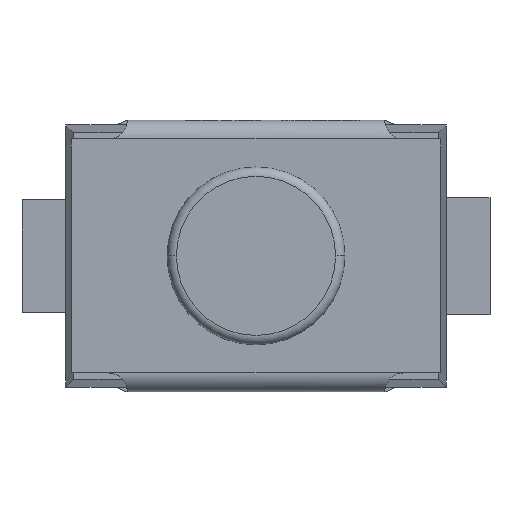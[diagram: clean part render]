
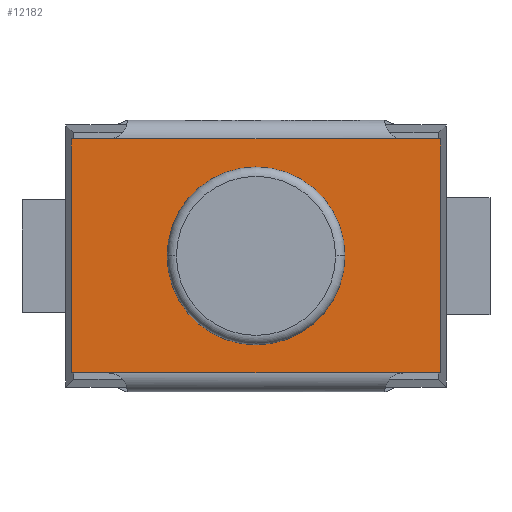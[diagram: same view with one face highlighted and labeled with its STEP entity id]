
A CAD part, top view. The second image highlights one B-rep face of the part: STEP entity #12182.
In plain terms, the highlighted planar face has unit normal (0, 0, 1).
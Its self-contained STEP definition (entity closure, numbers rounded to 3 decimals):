
#404 = CARTESIAN_POINT ( 'NONE',  ( -1.975, -1.25, 0. ) ) ;
#568 = CARTESIAN_POINT ( 'NONE',  ( -1.975, -1.25, 0. ) ) ;
#1631 = EDGE_CURVE ( 'NONE', #21085, #6452, #8305, .T. ) ;
#1707 = VECTOR ( 'NONE', #2939, 1000. ) ;
#1827 = CARTESIAN_POINT ( 'NONE',  ( 1.975, 1.25, 0. ) ) ;
#2192 = ORIENTED_EDGE ( 'NONE', *, *, #13273, .T. ) ;
#2468 = VERTEX_POINT ( 'NONE', #21286 ) ;
#2939 = DIRECTION ( 'NONE',  ( 1., 0., 0. ) ) ;
#3231 = VECTOR ( 'NONE', #17939, 1000. ) ;
#3245 = VECTOR ( 'NONE', #20718, 1000. ) ;
#3446 = VECTOR ( 'NONE', #16882, 1000. ) ;
#3625 = DIRECTION ( 'NONE',  ( 1., 0., 0. ) ) ;
#3639 = CIRCLE ( 'NONE', #20593, 0.95 ) ;
#3960 = ORIENTED_EDGE ( 'NONE', *, *, #21576, .F. ) ;
#4005 = CIRCLE ( 'NONE', #12845, 0.95 ) ;
#4067 = VECTOR ( 'NONE', #3625, 1000. ) ;
#4447 = DIRECTION ( 'NONE',  ( 0., 1., 0. ) ) ;
#4565 = ORIENTED_EDGE ( 'NONE', *, *, #7696, .T. ) ;
#4946 = CARTESIAN_POINT ( 'NONE',  ( -1.975, 1.25, 0. ) ) ;
#5095 = CARTESIAN_POINT ( 'NONE',  ( -1.575, 1.25, 0. ) ) ;
#5500 = LINE ( 'NONE', #1827, #19985 ) ;
#5754 = LINE ( 'NONE', #568, #4067 ) ;
#5953 = ORIENTED_EDGE ( 'NONE', *, *, #21467, .T. ) ;
#6452 = VERTEX_POINT ( 'NONE', #5095 ) ;
#6640 = CARTESIAN_POINT ( 'NONE',  ( 1.975, -1.25, 0. ) ) ;
#6692 = EDGE_CURVE ( 'NONE', #12288, #11571, #14001, .T. ) ;
#6841 = DIRECTION ( 'NONE',  ( 0., 0., 1. ) ) ;
#7524 = CARTESIAN_POINT ( 'NONE',  ( -1.975, -1.25, 0. ) ) ;
#7556 = VERTEX_POINT ( 'NONE', #20268 ) ;
#7616 = ORIENTED_EDGE ( 'NONE', *, *, #10810, .T. ) ;
#7696 = EDGE_CURVE ( 'NONE', #19285, #9537, #9663, .T. ) ;
#7906 = CARTESIAN_POINT ( 'NONE',  ( -1.575, -1.25, 0. ) ) ;
#7986 = ORIENTED_EDGE ( 'NONE', *, *, #13019, .T. ) ;
#8305 = LINE ( 'NONE', #13701, #3446 ) ;
#8520 = DIRECTION ( 'NONE',  ( 0., 0., 1. ) ) ;
#8975 = VECTOR ( 'NONE', #4447, 1000. ) ;
#9537 = VERTEX_POINT ( 'NONE', #6640 ) ;
#9663 = LINE ( 'NONE', #11218, #3231 ) ;
#10124 = CARTESIAN_POINT ( 'NONE',  ( -1.975, 1.25, 0. ) ) ;
#10159 = PLANE ( 'NONE',  #10437 ) ;
#10255 = EDGE_CURVE ( 'NONE', #2468, #19074, #4005, .T. ) ;
#10381 = ORIENTED_EDGE ( 'NONE', *, *, #6692, .T. ) ;
#10437 = AXIS2_PLACEMENT_3D ( 'NONE', #16894, #8520, #13607 ) ;
#10810 = EDGE_CURVE ( 'NONE', #9537, #7556, #21216, .T. ) ;
#11218 = CARTESIAN_POINT ( 'NONE',  ( -1.975, -1.25, 0. ) ) ;
#11571 = VERTEX_POINT ( 'NONE', #7906 ) ;
#11609 = CARTESIAN_POINT ( 'NONE',  ( 1.575, 1.25, 0. ) ) ;
#12118 = ORIENTED_EDGE ( 'NONE', *, *, #10255, .F. ) ;
#12182 = ADVANCED_FACE ( 'NONE', ( #13485, #18768 ), #10159, .T. ) ;
#12288 = VERTEX_POINT ( 'NONE', #7524 ) ;
#12326 = LINE ( 'NONE', #17395, #17498 ) ;
#12632 = EDGE_LOOP ( 'NONE', ( #3960, #12118 ) ) ;
#12778 = DIRECTION ( 'NONE',  ( 0., 0., 1. ) ) ;
#12845 = AXIS2_PLACEMENT_3D ( 'NONE', #18211, #6841, #15101 ) ;
#13019 = EDGE_CURVE ( 'NONE', #11571, #19285, #5754, .T. ) ;
#13273 = EDGE_CURVE ( 'NONE', #14882, #12288, #12326, .T. ) ;
#13485 = FACE_BOUND ( 'NONE', #12632, .T. ) ;
#13607 = DIRECTION ( 'NONE',  ( 1., 0., 0. ) ) ;
#13701 = CARTESIAN_POINT ( 'NONE',  ( 1.975, 1.25, 0. ) ) ;
#14001 = LINE ( 'NONE', #404, #3245 ) ;
#14081 = EDGE_CURVE ( 'NONE', #14882, #6452, #18080, .T. ) ;
#14882 = VERTEX_POINT ( 'NONE', #4946 ) ;
#14921 = EDGE_LOOP ( 'NONE', ( #2192, #10381, #7986, #4565, #7616, #5953, #17991, #19392 ) ) ;
#15101 = DIRECTION ( 'NONE',  ( 1., 0., 0. ) ) ;
#15207 = DIRECTION ( 'NONE',  ( -1., 0., 0. ) ) ;
#15839 = DIRECTION ( 'NONE',  ( 0., -1., 0. ) ) ;
#15953 = DIRECTION ( 'NONE',  ( 1., 0., 0. ) ) ;
#16882 = DIRECTION ( 'NONE',  ( -1., 0., 0. ) ) ;
#16894 = CARTESIAN_POINT ( 'NONE',  ( 0., 0., 0. ) ) ;
#17041 = CARTESIAN_POINT ( 'NONE',  ( 1.575, -1.25, 0. ) ) ;
#17395 = CARTESIAN_POINT ( 'NONE',  ( -1.975, 1.45, 0. ) ) ;
#17498 = VECTOR ( 'NONE', #15839, 1000. ) ;
#17697 = CARTESIAN_POINT ( 'NONE',  ( 1.975, 1.45, 0. ) ) ;
#17729 = CARTESIAN_POINT ( 'NONE',  ( 0., 0., 0. ) ) ;
#17939 = DIRECTION ( 'NONE',  ( 1., 0., 0. ) ) ;
#17991 = ORIENTED_EDGE ( 'NONE', *, *, #1631, .T. ) ;
#18080 = LINE ( 'NONE', #10124, #1707 ) ;
#18211 = CARTESIAN_POINT ( 'NONE',  ( 0., 0., 0. ) ) ;
#18768 = FACE_OUTER_BOUND ( 'NONE', #14921, .T. ) ;
#19074 = VERTEX_POINT ( 'NONE', #21129 ) ;
#19285 = VERTEX_POINT ( 'NONE', #17041 ) ;
#19392 = ORIENTED_EDGE ( 'NONE', *, *, #14081, .F. ) ;
#19985 = VECTOR ( 'NONE', #15207, 1000. ) ;
#20268 = CARTESIAN_POINT ( 'NONE',  ( 1.975, 1.25, 0. ) ) ;
#20593 = AXIS2_PLACEMENT_3D ( 'NONE', #17729, #12778, #15953 ) ;
#20718 = DIRECTION ( 'NONE',  ( 1., 0., 0. ) ) ;
#21085 = VERTEX_POINT ( 'NONE', #11609 ) ;
#21129 = CARTESIAN_POINT ( 'NONE',  ( -0.95, 0., 0. ) ) ;
#21216 = LINE ( 'NONE', #17697, #8975 ) ;
#21286 = CARTESIAN_POINT ( 'NONE',  ( 0.95, 0., 0. ) ) ;
#21467 = EDGE_CURVE ( 'NONE', #7556, #21085, #5500, .T. ) ;
#21576 = EDGE_CURVE ( 'NONE', #19074, #2468, #3639, .T. ) ;
